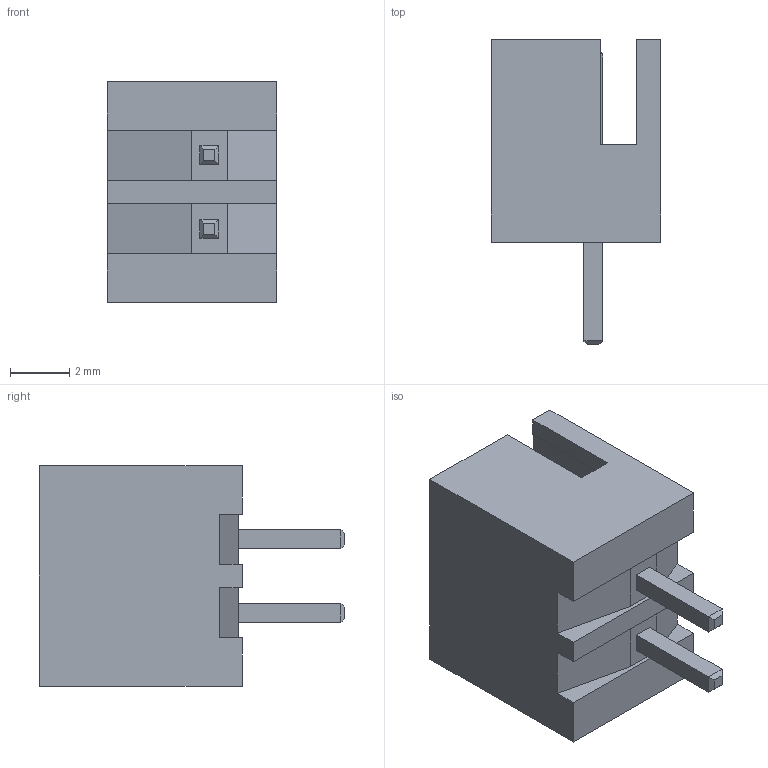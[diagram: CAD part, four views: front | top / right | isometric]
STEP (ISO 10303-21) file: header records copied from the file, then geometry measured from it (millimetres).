
FILE_DESCRIPTION(/* description */ (''),/* implementation_level */ '2;1');
FILE_NAME(/* name */ 'Antena_2pin.step',/* time_stamp */ '2021-02-17T17:33:47+02:00',/* author */ (''),/* organization */ (''),/* preprocessor_version */ 'ST-DEVELOPER v18.1',/* originating_system */ 'Autodesk Translation Framework v9.7.1.1290',/* authorisation */ '');
FILE_SCHEMA (('AUTOMOTIVE_DESIGN { 1 0 10303 214 3 1 1 }'));
Length unit declared in the file: inch
Products named in the file (1): (Unsaved)
Bounding box: 5.73 x 10.3 x 7.43 mm (x, y, z)
Volume: 139.9 mm3; surface area: 391.8 mm2
Topology: 1 solids, 1 shells, 76 faces, 194 edges, 124 vertices
Faces by surface type: plane 74, cylinder 2
Entity records: 2319 total; most frequent: CARTESIAN_POINT 395, ORIENTED_EDGE 388, DIRECTION 352, EDGE_CURVE 194, LINE 190, VECTOR 190, VERTEX_POINT 124, AXIS2_PLACEMENT_3D 81
